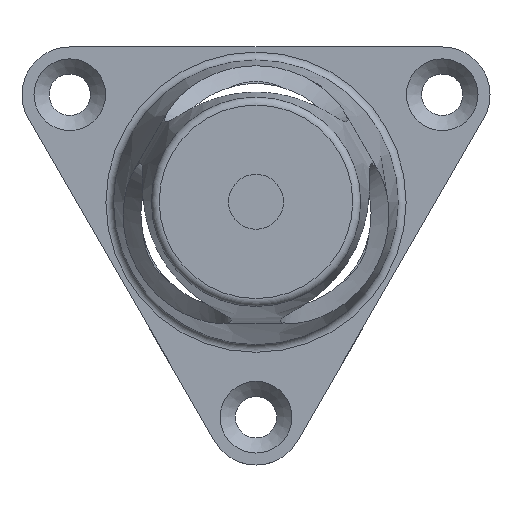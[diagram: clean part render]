
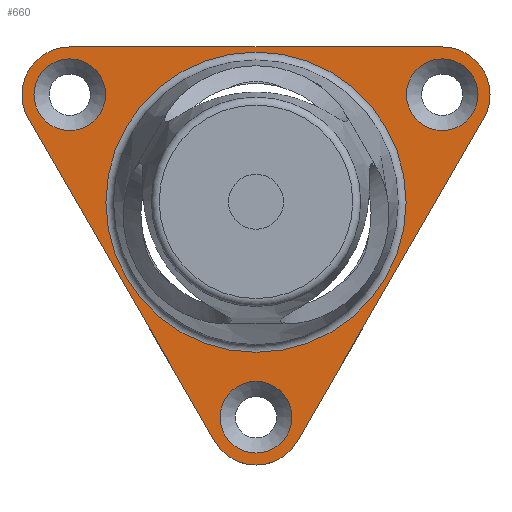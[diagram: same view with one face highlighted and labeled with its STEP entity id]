
A CAD part, top view. The second image highlights one B-rep face of the part: STEP entity #660.
In plain terms, the highlighted planar face has unit normal (0, 0, 1).
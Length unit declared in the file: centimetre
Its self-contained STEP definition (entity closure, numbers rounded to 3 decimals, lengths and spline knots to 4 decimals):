
#149=VECTOR('',#811,1.);
#154=VECTOR('',#858,1.);
#155=VECTOR('',#861,1.);
#173=LINE('',#953,#149);
#178=LINE('',#2100,#154);
#179=LINE('',#2104,#155);
#218=VERTEX_POINT('',#946);
#219=VERTEX_POINT('',#948);
#220=VERTEX_POINT('',#952);
#221=VERTEX_POINT('',#956);
#241=VERTEX_POINT('',#2096);
#242=VERTEX_POINT('',#2099);
#243=VERTEX_POINT('',#2101);
#244=VERTEX_POINT('',#2103);
#245=VERTEX_POINT('',#2106);
#246=VERTEX_POINT('',#2108);
#264=CIRCLE('',#699,0.6);
#265=CIRCLE('',#702,0.6);
#273=CIRCLE('',#722,1.8847);
#274=CIRCLE('',#724,0.45);
#275=CIRCLE('',#725,0.6);
#276=CIRCLE('',#726,0.45);
#277=CIRCLE('',#727,0.45);
#308=EDGE_CURVE('',#218,#219,#264,.T.);
#311=EDGE_CURVE('',#220,#218,#173,.T.);
#313=EDGE_CURVE('',#221,#220,#265,.T.);
#339=EDGE_CURVE('',#241,#241,#273,.T.);
#340=EDGE_CURVE('',#242,#242,#274,.T.);
#341=EDGE_CURVE('',#243,#221,#178,.T.);
#342=EDGE_CURVE('',#244,#243,#275,.T.);
#343=EDGE_CURVE('',#219,#244,#179,.T.);
#344=EDGE_CURVE('',#245,#245,#276,.T.);
#345=EDGE_CURVE('',#246,#246,#277,.T.);
#460=ORIENTED_EDGE('',*,*,#340,.F.);
#461=ORIENTED_EDGE('',*,*,#313,.F.);
#462=ORIENTED_EDGE('',*,*,#341,.F.);
#463=ORIENTED_EDGE('',*,*,#342,.F.);
#464=ORIENTED_EDGE('',*,*,#343,.F.);
#465=ORIENTED_EDGE('',*,*,#308,.F.);
#466=ORIENTED_EDGE('',*,*,#311,.F.);
#467=ORIENTED_EDGE('',*,*,#344,.F.);
#468=ORIENTED_EDGE('',*,*,#345,.F.);
#469=ORIENTED_EDGE('',*,*,#339,.F.);
#544=EDGE_LOOP('',(#460));
#545=EDGE_LOOP('',(#461,#462,#463,#464,#465,#466));
#546=EDGE_LOOP('',(#467));
#547=EDGE_LOOP('',(#468));
#548=EDGE_LOOP('',(#469));
#614=FACE_BOUND('',#544,.T.);
#615=FACE_BOUND('',#545,.T.);
#616=FACE_BOUND('',#546,.T.);
#617=FACE_BOUND('',#547,.T.);
#618=FACE_BOUND('',#548,.T.);
#660=ADVANCED_FACE('',(#614,#615,#616,#617,#618),#2125,.T.);
#699=AXIS2_PLACEMENT_3D('',#947,#806,#807);
#702=AXIS2_PLACEMENT_3D('',#957,#815,#816);
#722=AXIS2_PLACEMENT_3D('',#2095,#853,#854);
#723=AXIS2_PLACEMENT_3D('',#2097,#855,$);
#724=AXIS2_PLACEMENT_3D('',#2098,#856,#857);
#725=AXIS2_PLACEMENT_3D('',#2102,#859,#860);
#726=AXIS2_PLACEMENT_3D('',#2105,#862,#863);
#727=AXIS2_PLACEMENT_3D('',#2107,#864,#865);
#806=DIRECTION('',(0.,0.,-1.));
#807=DIRECTION('',(-0.52,0.3,0.));
#811=DIRECTION('',(-0.5,0.866,0.));
#815=DIRECTION('',(0.,0.,-1.));
#816=DIRECTION('',(0.,-0.6,0.));
#853=DIRECTION('',(0.,0.,1.));
#854=DIRECTION('',(-1.885,0.,0.));
#855=DIRECTION('',(0.,0.,1.));
#856=DIRECTION('',(0.,0.,1.));
#857=DIRECTION('',(0.225,-0.39,0.));
#858=DIRECTION('',(-0.5,-0.866,0.));
#859=DIRECTION('',(0.,0.,-1.));
#860=DIRECTION('',(0.52,0.3,0.));
#861=DIRECTION('',(1.,0.,0.));
#862=DIRECTION('',(0.,0.,1.));
#863=DIRECTION('',(-0.45,0.,0.));
#864=DIRECTION('',(0.,0.,1.));
#865=DIRECTION('',(0.225,0.39,0.));
#946=CARTESIAN_POINT('',(-2.8579,1.05,0.5));
#947=CARTESIAN_POINT('',(-2.3383,1.35,0.5));
#948=CARTESIAN_POINT('',(-2.3383,1.95,0.5));
#952=CARTESIAN_POINT('',(-0.5196,-3.,0.5));
#953=CARTESIAN_POINT('',(-3.3775,1.95,0.5));
#956=CARTESIAN_POINT('',(0.5196,-3.,0.5));
#957=CARTESIAN_POINT('',(0.,-2.7,0.5));
#2095=CARTESIAN_POINT('',(0.,0.,0.5));
#2096=CARTESIAN_POINT('',(1.8847,0.,0.5));
#2097=CARTESIAN_POINT('',(0.,0.,0.5));
#2098=CARTESIAN_POINT('',(2.3383,1.35,0.5));
#2099=CARTESIAN_POINT('',(2.1133,1.7397,0.5));
#2100=CARTESIAN_POINT('',(0.,-3.9,0.5));
#2101=CARTESIAN_POINT('',(2.8579,1.05,0.5));
#2102=CARTESIAN_POINT('',(2.3383,1.35,0.5));
#2103=CARTESIAN_POINT('',(2.3383,1.95,0.5));
#2104=CARTESIAN_POINT('',(3.3775,1.95,0.5));
#2105=CARTESIAN_POINT('',(0.,-2.7,0.5));
#2106=CARTESIAN_POINT('',(0.45,-2.7,0.5));
#2107=CARTESIAN_POINT('',(-2.3383,1.35,0.5));
#2108=CARTESIAN_POINT('',(-2.5633,0.9603,0.5));
#2125=PLANE('',#723);
